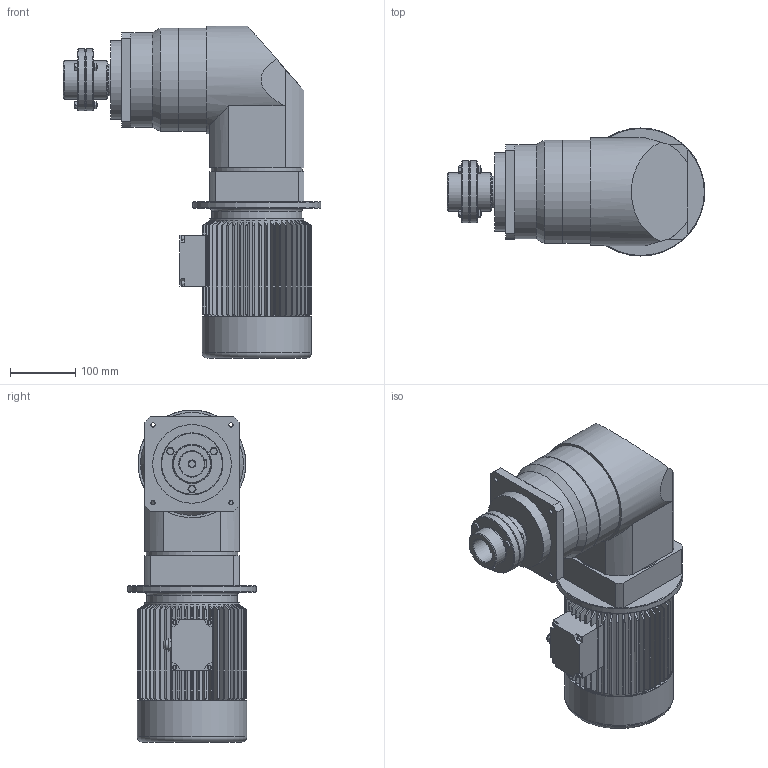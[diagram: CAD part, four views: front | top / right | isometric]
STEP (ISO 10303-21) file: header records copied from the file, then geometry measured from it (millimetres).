
FILE_DESCRIPTION(/* description */ ('STEP AP242','CAx-IF Rec.Pracs.---Representation and Presentation of Product Manufacturing Information (PMI)---4.0---2014-10-13','CAx-IF Rec.Pracs.---3D Tessellated Geometry---0.4---2014-09-14','2;1'),/* implementation_level */ '2;1');
FILE_NAME(/* name */ '67560259aebe490a25a8bae1',/* time_stamp */ '2024-12-08T20:33:38Z',/* author */ (''),/* organization */ (''),/* preprocessor_version */ 'ST-DEVELOPER v20',/* originating_system */ 'ONSHAPE BY PTC INC, 1.190',/* authorisation */ ' ');
FILE_SCHEMA (('AP242_MANAGED_MODEL_BASED_3D_ENGINEERING_MIM_LF { 1 0 10303 442 1 1 4 }'));
Length unit declared in the file: metre
Products named in the file (9): TROLLEY MOTOR ASSEM; EVB060-3-S1-P0; 3KB112Sa(2.2KW); ?????-1000??-?65 ???? 20761-96 <1>; ???? ?12x1,5-6gx50 (S18) ???? 7805-70; ????? 12 ???? 6402-70; ????? ?12x1,5-6H (S18) ???? 5916-70; ??????; ???????
Assembly tree (17 placements, depth 3):
  TROLLEY MOTOR ASSEM
    EVB060-3-S1-P0
    3KB112Sa(2.2KW)
    ?????-1000??-?65 ???? 20761-96 <1>
      ???? ?12x1,5-6gx50 (S18) ???? 7805-70  x3
      ????? 12 ???? 6402-70  x3
      ????? ?12x1,5-6H (S18) ???? 5916-70  x3
      ??????  x3
      ???????  x2
Bounding box: 395.31 x 196.45 x 509.39 mm (x, y, z)
Volume: 11155433.5 mm3; surface area: 801471.9 mm2
Topology: 16 solids, 16 shells, 651 faces, 1499 edges, 973 vertices
Faces by surface type: plane 325, cone 165, cylinder 152, torus 9
Full cylindrical faces by diameter (mm): 2.357 x1, 6.165 x3, 6.287 x5, 6.675 x4, 7.129 x12, 7.825 x4, 11.001 x4, 11.882 x9, 14.145 x1, 22.003 x1, 22.39 x1, 25.146 x1, 34.576 x1, 48.271 x1, 53.47 x2, 59.411 x2, 95.058 x2, 99.632 x1, 120.679 x2, 125.73 x1, 138.303 x1, 139.987 x1, 141.447 x1, 144.59 x1, 144.814 x1, 158.089 x2, 165.33 x1, 165.606 x1, 167.964 x1, 196.453 x1
Entity records: 17157 total; most frequent: CARTESIAN_POINT 3946, DIRECTION 2477, ORIENTED_EDGE 2322, EDGE_CURVE 1161, AXIS2_PLACEMENT_3D 986, VERTEX_POINT 816, EDGE_LOOP 739, FACE_BOUND 739
